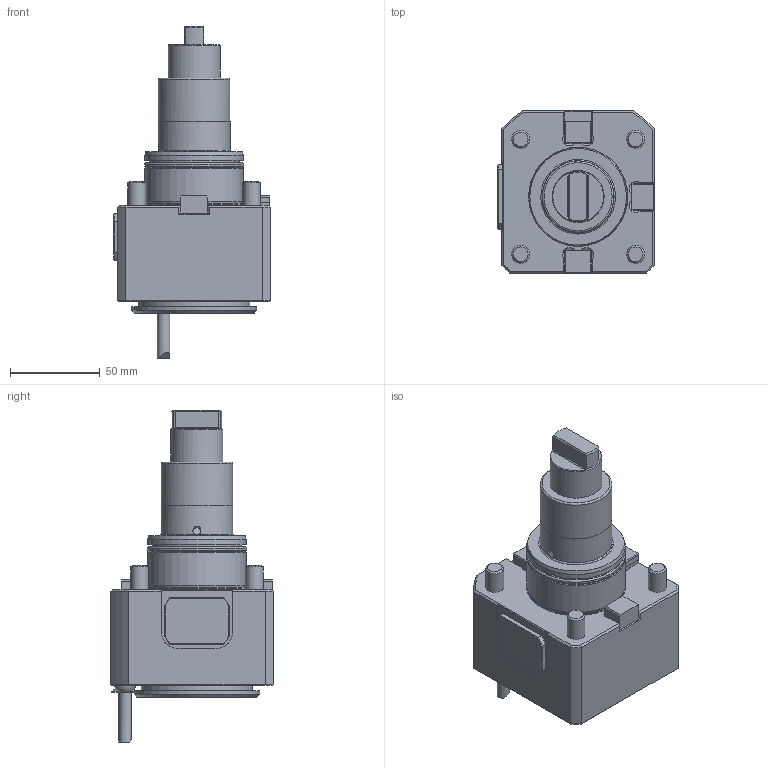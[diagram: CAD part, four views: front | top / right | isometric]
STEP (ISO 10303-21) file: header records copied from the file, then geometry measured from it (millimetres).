
FILE_DESCRIPTION(/* description */ (''),/* implementation_level */ '2;1');
FILE_NAME(/* name */ '1617019038686.stp',/* time_stamp */ '2021-03-29T13:57:26+02:00',/* author */ (''),/* organization */ ('SMS'),/* preprocessor_version */ 'ST-DEVELOPER v16.7',/* originating_system */ 'SIEMENS PLM Software NX 12.0',/* authorisation */ '');
FILE_SCHEMA (('AUTOMOTIVE_DESIGN { 1 0 10303 214 3 1 1 1 }'));
Length unit declared in the file: millimetre
Products named in the file (1): 203453928mod000_00
Bounding box: 87.4 x 90.5 x 185 mm (x, y, z)
Volume: 559334.8 mm3; surface area: 56177.5 mm2
Topology: 1 solids, 1 shells, 228 faces, 644 edges, 415 vertices
Faces by surface type: plane 128, cylinder 50, cone 42, torus 6, bspline 1, sphere 1
Full cylindrical faces by diameter (mm): 2.5 x1, 4.5 x1, 5 x3, 6 x1, 7 x1, 10 x4, 12 x1, 29 x1, 31.6 x1, 39.9 x1, 40 x2, 50 x1, 54.5 x1, 54.9 x2, 55.3 x1, 62 x1, 68 x1, 70 x1
Entity records: 7332 total; most frequent: CARTESIAN_POINT 1743, ORIENTED_EDGE 1124, DIRECTION 1119, EDGE_CURVE 562, AXIS2_PLACEMENT_3D 402, VERTEX_POINT 387, LINE 315, VECTOR 315
